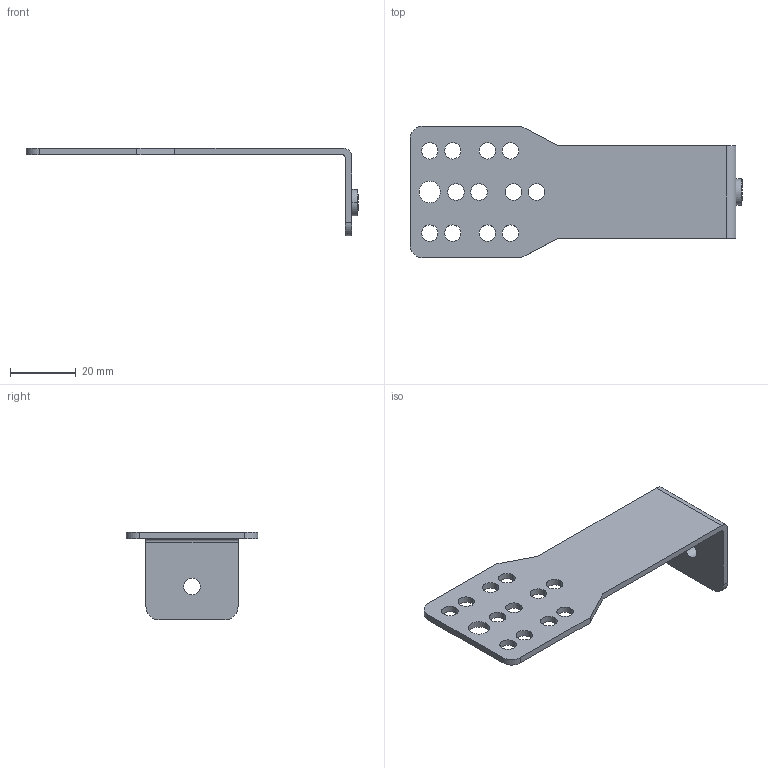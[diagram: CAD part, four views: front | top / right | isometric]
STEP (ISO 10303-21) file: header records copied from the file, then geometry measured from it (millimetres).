
FILE_DESCRIPTION((''),'2;1');
FILE_NAME('001101679_LG_V_ASM','2023-03-08T07:34:20',('klemen.sitar'),('Audax d.o.o.'),'CREO PARAMETRIC BY PTC INC, 2021304','CREO PARAMETRIC BY PTC INC, 2021304','');
FILE_SCHEMA(('AP242_MANAGED_MODEL_BASED_3D_ENGINEERING_MIM_LF { 1 0 10303 442 1 1 4 }'));
Length unit declared in the file: millimetre
Products named in the file (4): OPEN_CASCADE_STEP_TRANSLAT-2388; OPEN_CASCADE_STEP_TRANSLATOR-10_ASM; T1_ASM; 001101679_LG_V_ASM
Assembly tree (3 placements, depth 4):
  001101679_LG_V_ASM
    T1_ASM
      OPEN_CASCADE_STEP_TRANSLATOR-10_ASM
        OPEN_CASCADE_STEP_TRANSLAT-2388
Bounding box: 100.9 x 40 x 26.65 mm (x, y, z)
Volume: 7288.7 mm3; surface area: 8369.3 mm2
Topology: 1 solids, 1 shells, 52 faces, 145 edges, 96 vertices
Faces by surface type: cylinder 36, plane 14, cone 2
Entity records: 3015 total; most frequent: DIRECTION 341, CARTESIAN_POINT 310, ORIENTED_EDGE 290, PRESENTATION_STYLE_ASSIGNMENT 198, STYLED_ITEM 198, COLOUR_RGB 188, CURVE_STYLE 145, EDGE_CURVE 145
